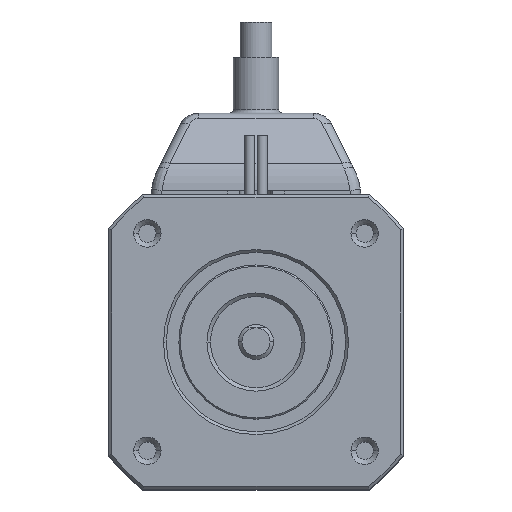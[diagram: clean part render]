
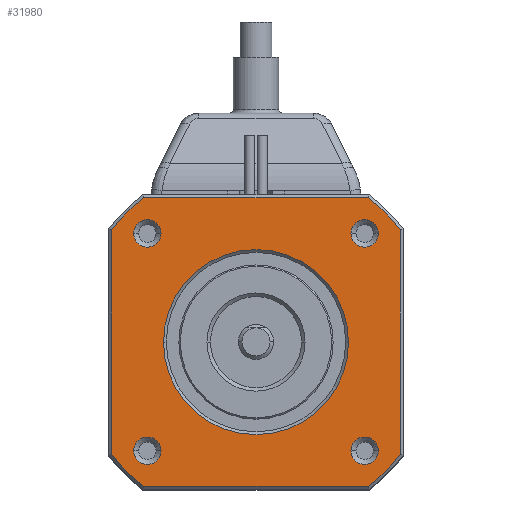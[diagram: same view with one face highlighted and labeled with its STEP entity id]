
A CAD part, top view. The second image highlights one B-rep face of the part: STEP entity #31980.
In plain terms, the highlighted planar face has unit normal (0, 0, 1).
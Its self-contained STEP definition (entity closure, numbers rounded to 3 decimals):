
#2710=CARTESIAN_POINT('',(13.55,-15.5,0.));
#2720=VERTEX_POINT('',#2710);
#2750=CARTESIAN_POINT('',(15.5,-15.5,0.));
#2760=DIRECTION('',(-0.,-0.,-1.));
#2770=DIRECTION('',(1.,0.,0.));
#2780=AXIS2_PLACEMENT_3D('',#2750,#2760,#2770);
#2790=CIRCLE('',#2780,1.95);
#2800=CARTESIAN_POINT('',(17.45,-15.5,0.));
#2810=VERTEX_POINT('',#2800);
#2820=EDGE_CURVE('',#2720,#2810,#2790,.T.);
#30500=CARTESIAN_POINT('',(-20.6,-20.6,0.));
#30510=DIRECTION('',(0.,0.,1.));
#30520=DIRECTION('',(1.,0.,-0.));
#30530=AXIS2_PLACEMENT_3D('',#30500,#30510,#30520);
#30540=PLANE('',#30530);
#30550=CARTESIAN_POINT('',(0.,0.,0.)
);
#30560=DIRECTION('',(-0.,-0.,1.));
#30570=DIRECTION('',(-1.,0.,-0.));
#30580=AXIS2_PLACEMENT_3D('',#30550,#30560,#30570);
#30590=CIRCLE('',#30580,26.1);
#30600=CARTESIAN_POINT('',(-20.6,-16.027,
0.));
#30610=VERTEX_POINT('',#30600);
#30620=CARTESIAN_POINT('',(-16.027,-20.6,0.));
#30630=VERTEX_POINT('',#30620);
#30640=EDGE_CURVE('',#30610,#30630,#30590,.T.);
#30650=ORIENTED_EDGE('',*,*,#30640,.T.);
#30660=CARTESIAN_POINT('',(-20.6,0.,0.));
#30670=DIRECTION('',(0.,1.,-0.));
#30680=VECTOR('',#30670,1.);
#30690=LINE('',#30660,#30680);
#30700=CARTESIAN_POINT('',(-20.6,16.027,0.));
#30710=VERTEX_POINT('',#30700);
#30720=EDGE_CURVE('',#30610,#30710,#30690,.T.);
#30730=ORIENTED_EDGE('',*,*,#30720,.F.);
#30740=CARTESIAN_POINT('',(0.,0.,0.)
);
#30750=DIRECTION('',(-0.,-0.,1.));
#30760=DIRECTION('',(-1.,0.,-0.));
#30770=AXIS2_PLACEMENT_3D('',#30740,#30750,#30760);
#30780=CIRCLE('',#30770,26.1);
#30790=CARTESIAN_POINT('',(-16.027,20.6,
0.));
#30800=VERTEX_POINT('',#30790);
#30810=EDGE_CURVE('',#30800,#30710,#30780,.T.);
#30820=ORIENTED_EDGE('',*,*,#30810,.T.);
#30830=CARTESIAN_POINT('',(0.,20.6,0.));
#30840=DIRECTION('',(1.,0.,-0.));
#30850=VECTOR('',#30840,1.);
#30860=LINE('',#30830,#30850);
#30870=CARTESIAN_POINT('',(16.027,20.6,0.));
#30880=VERTEX_POINT('',#30870);
#30890=EDGE_CURVE('',#30800,#30880,#30860,.T.);
#30900=ORIENTED_EDGE('',*,*,#30890,.F.);
#30910=CARTESIAN_POINT('',(0.,0.,
0.));
#30920=DIRECTION('',(-0.,-0.,1.));
#30930=DIRECTION('',(-1.,0.,-0.));
#30940=AXIS2_PLACEMENT_3D('',#30910,#30920,#30930);
#30950=CIRCLE('',#30940,26.1);
#30960=CARTESIAN_POINT('',(20.6,16.027,0.));
#30970=VERTEX_POINT('',#30960);
#30980=EDGE_CURVE('',#30970,#30880,#30950,.T.);
#30990=ORIENTED_EDGE('',*,*,#30980,.T.);
#31000=CARTESIAN_POINT('',(20.6,0.,-0.));
#31010=DIRECTION('',(0.,-1.,0.));
#31020=VECTOR('',#31010,1.);
#31030=LINE('',#31000,#31020);
#31040=CARTESIAN_POINT('',(20.6,-16.027,0.));
#31050=VERTEX_POINT('',#31040);
#31060=EDGE_CURVE('',#30970,#31050,#31030,.T.);
#31070=ORIENTED_EDGE('',*,*,#31060,.F.);
#31080=CARTESIAN_POINT('',(0.,0.,0.
));
#31090=DIRECTION('',(-0.,-0.,1.));
#31100=DIRECTION('',(-1.,0.,-0.));
#31110=AXIS2_PLACEMENT_3D('',#31080,#31090,#31100);
#31120=CIRCLE('',#31110,26.1);
#31130=CARTESIAN_POINT('',(16.027,-20.6,0.));
#31140=VERTEX_POINT('',#31130);
#31150=EDGE_CURVE('',#31140,#31050,#31120,.T.);
#31160=ORIENTED_EDGE('',*,*,#31150,.T.);
#31170=CARTESIAN_POINT('',(0.,-20.6,0.));
#31180=DIRECTION('',(-1.,0.,0.));
#31190=VECTOR('',#31180,1.);
#31200=LINE('',#31170,#31190);
#31210=EDGE_CURVE('',#31140,#30630,#31200,.T.);
#31220=ORIENTED_EDGE('',*,*,#31210,.F.);
#31230=EDGE_LOOP('',(#31220,#31160,#31070,#30990,#30900,#30820,#30730,
#30650));
#31240=FACE_OUTER_BOUND('',#31230,.T.);
#31250=CARTESIAN_POINT('',(15.5,15.5,0.));
#31260=DIRECTION('',(-0.,-0.,-1.));
#31270=DIRECTION('',(1.,0.,0.));
#31280=AXIS2_PLACEMENT_3D('',#31250,#31260,#31270);
#31290=CIRCLE('',#31280,1.95);
#31300=CARTESIAN_POINT('',(13.55,15.5,0.));
#31310=VERTEX_POINT('',#31300);
#31320=CARTESIAN_POINT('',(17.45,15.5,0.));
#31330=VERTEX_POINT('',#31320);
#31340=EDGE_CURVE('',#31310,#31330,#31290,.T.);
#31350=ORIENTED_EDGE('',*,*,#31340,.T.);
#31360=EDGE_CURVE('',#31330,#31310,#31290,.T.);
#31370=ORIENTED_EDGE('',*,*,#31360,.T.);
#31380=EDGE_LOOP('',(#31370,#31350));
#31390=FACE_BOUND('',#31380,.T.);
#31400=CARTESIAN_POINT('',(-15.5,15.5,0.));
#31410=DIRECTION('',(-0.,-0.,-1.));
#31420=DIRECTION('',(1.,0.,0.));
#31430=AXIS2_PLACEMENT_3D('',#31400,#31410,#31420);
#31440=CIRCLE('',#31430,1.95);
#31450=CARTESIAN_POINT('',(-17.45,15.5,0.));
#31460=VERTEX_POINT('',#31450);
#31470=CARTESIAN_POINT('',(-13.55,15.5,0.));
#31480=VERTEX_POINT('',#31470);
#31490=EDGE_CURVE('',#31460,#31480,#31440,.T.);
#31500=ORIENTED_EDGE('',*,*,#31490,.T.);
#31510=CARTESIAN_POINT('',(-15.5,13.55,0.));
#31520=VERTEX_POINT('',#31510);
#31530=EDGE_CURVE('',#31520,#31460,#31440,.T.);
#31540=ORIENTED_EDGE('',*,*,#31530,.T.);
#31550=EDGE_CURVE('',#31480,#31520,#31440,.T.);
#31560=ORIENTED_EDGE('',*,*,#31550,.T.);
#31570=EDGE_LOOP('',(#31560,#31540,#31500));
#31580=FACE_BOUND('',#31570,.T.);
#31590=CARTESIAN_POINT('',(-15.5,-15.5,0.));
#31600=DIRECTION('',(-0.,-0.,-1.));
#31610=DIRECTION('',(1.,0.,0.));
#31620=AXIS2_PLACEMENT_3D('',#31590,#31600,#31610);
#31630=CIRCLE('',#31620,1.95);
#31640=CARTESIAN_POINT('',(-17.45,-15.5,0.));
#31650=VERTEX_POINT('',#31640);
#31660=CARTESIAN_POINT('',(-13.55,-15.5,0.));
#31670=VERTEX_POINT('',#31660);
#31680=EDGE_CURVE('',#31650,#31670,#31630,.T.);
#31690=ORIENTED_EDGE('',*,*,#31680,.T.);
#31700=EDGE_CURVE('',#31670,#31650,#31630,.T.);
#31710=ORIENTED_EDGE('',*,*,#31700,.T.);
#31720=EDGE_LOOP('',(#31710,#31690));
#31730=FACE_BOUND('',#31720,.T.);
#31740=ORIENTED_EDGE('',*,*,#2820,.T.);
#31750=CARTESIAN_POINT('',(15.5,-17.45,0.));
#31760=VERTEX_POINT('',#31750);
#31770=EDGE_CURVE('',#31760,#2720,#2790,.T.);
#31780=ORIENTED_EDGE('',*,*,#31770,.T.);
#31790=EDGE_CURVE('',#2810,#31760,#2790,.T.);
#31800=ORIENTED_EDGE('',*,*,#31790,.T.);
#31810=EDGE_LOOP('',(#31800,#31780,#31740));
#31820=FACE_BOUND('',#31810,.T.);
#31830=CARTESIAN_POINT('',(0.,0.,
0.));
#31840=DIRECTION('',(-0.,-0.,-1.));
#31850=DIRECTION('',(1.,0.,0.));
#31860=AXIS2_PLACEMENT_3D('',#31830,#31840,#31850);
#31870=CIRCLE('',#31860,13.2);
#31880=CARTESIAN_POINT('',(-13.2,0.,
0.));
#31890=VERTEX_POINT('',#31880);
#31900=CARTESIAN_POINT('',(13.2,0.,
0.));
#31910=VERTEX_POINT('',#31900);
#31920=EDGE_CURVE('',#31890,#31910,#31870,.T.);
#31930=ORIENTED_EDGE('',*,*,#31920,.T.);
#31940=EDGE_CURVE('',#31910,#31890,#31870,.T.);
#31950=ORIENTED_EDGE('',*,*,#31940,.T.);
#31960=EDGE_LOOP('',(#31950,#31930));
#31970=FACE_BOUND('',#31960,.T.);
#31980=ADVANCED_FACE('',(#31240,#31390,#31580,#31730,#31820,#31970),
#30540,.T.);
